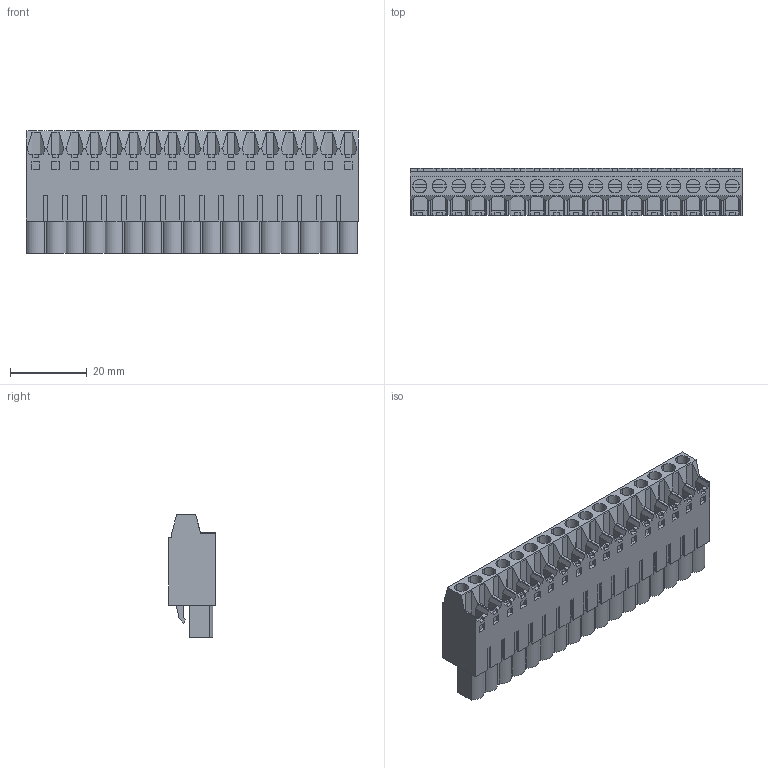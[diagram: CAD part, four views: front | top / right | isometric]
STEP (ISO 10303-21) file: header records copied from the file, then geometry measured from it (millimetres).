
FILE_DESCRIPTION(('CATIA V5 STEP Exchange','CAx-IF Rec.Pracs.--- Model Styling and Organization---1.2---2011-12-15'),'2;1');
FILE_NAME ('D1452499_0_1501060000_1501060000.stp','2017-06-21T12:57:07+00:00',('none'),('Weidmueller'),'CATIA Version 5-6 Release 2014','CATIA V5 STEP AP214','none');
FILE_SCHEMA(('AUTOMOTIVE_DESIGN { 1 0 10303 214 1 1 1 1 }'));
Length unit declared in the file: millimetre
Products named in the file (1): 1501060000
Bounding box: 86.36 x 12.2 x 31.8 mm (x, y, z)
Volume: 22002.3 mm3; surface area: 13301 mm2
Topology: 18 solids, 18 shells, 1263 faces, 3539 edges, 2383 vertices
Faces by surface type: plane 1144, cylinder 119
Entity records: 36828 total; most frequent: ORIENTED_EDGE 7078, CARTESIAN_POINT 6595, DIRECTION 4838, EDGE_CURVE 3539, VECTOR 3218, LINE 3218, VERTEX_POINT 2383, EDGE_LOOP 1334
